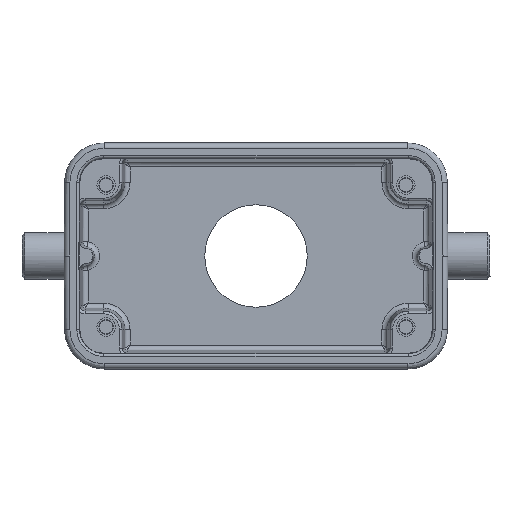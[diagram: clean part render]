
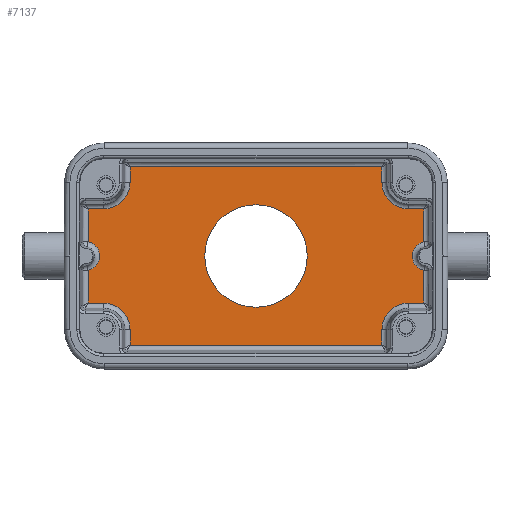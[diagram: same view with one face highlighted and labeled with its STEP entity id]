
A CAD part, front view. The second image highlights one B-rep face of the part: STEP entity #7137.
In plain terms, the highlighted planar face has unit normal (0, -1, 0).
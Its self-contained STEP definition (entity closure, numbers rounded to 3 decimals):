
#307=CARTESIAN_POINT('',(29.,19.35,-14.));
#308=DIRECTION('',(0.,1.,0.));
#309=DIRECTION('',(-1.,0.,0.));
#310=AXIS2_PLACEMENT_3D('',#307,#308,#309);
#312=CARTESIAN_POINT('',(-29.,19.35,-14.));
#313=DIRECTION('',(0.,1.,0.));
#314=DIRECTION('',(0.,0.,1.));
#315=AXIS2_PLACEMENT_3D('',#312,#313,#314);
#317=CARTESIAN_POINT('',(-31.947,19.35,2.714));
#318=CARTESIAN_POINT('',(-31.712,19.35,2.664));
#319=CARTESIAN_POINT('',(-31.271,19.35,2.519));
#320=CARTESIAN_POINT('',(-30.688,19.35,2.135));
#321=CARTESIAN_POINT('',(-30.216,19.35,1.622));
#322=CARTESIAN_POINT('',(-29.889,19.35,1.014));
#323=CARTESIAN_POINT('',(-29.721,19.35,0.345));
#324=CARTESIAN_POINT('',(-29.721,19.35,
-0.343));
#325=CARTESIAN_POINT('',(-29.889,19.35,-1.012));
#326=CARTESIAN_POINT('',(-30.217,19.35,-1.621));
#327=CARTESIAN_POINT('',(-30.684,19.35,-2.134));
#328=CARTESIAN_POINT('',(-31.272,19.35,-2.518));
#329=CARTESIAN_POINT('',(-31.712,19.35,-2.667));
#330=CARTESIAN_POINT('',(-31.947,19.35,-2.717));
#332=CARTESIAN_POINT('',(-29.,19.35,14.));
#333=DIRECTION('',(0.,1.,0.));
#334=DIRECTION('',(1.,0.,0.));
#335=AXIS2_PLACEMENT_3D('',#332,#333,#334);
#337=CARTESIAN_POINT('',(29.,19.35,14.));
#338=DIRECTION('',(0.,1.,0.));
#339=DIRECTION('',(0.,0.,-1.));
#340=AXIS2_PLACEMENT_3D('',#337,#338,#339);
#342=CARTESIAN_POINT('',(31.947,19.35,-2.714));
#343=CARTESIAN_POINT('',(31.712,19.35,-2.664));
#344=CARTESIAN_POINT('',(31.271,19.35,-2.519));
#345=CARTESIAN_POINT('',(30.688,19.35,-2.135));
#346=CARTESIAN_POINT('',(30.216,19.35,-1.622));
#347=CARTESIAN_POINT('',(29.889,19.35,-1.014));
#348=CARTESIAN_POINT('',(29.721,19.35,-0.345));
#349=CARTESIAN_POINT('',(29.721,19.35,0.343));
#350=CARTESIAN_POINT('',(29.889,19.35,1.012));
#351=CARTESIAN_POINT('',(30.217,19.35,1.621));
#352=CARTESIAN_POINT('',(30.684,19.35,2.134));
#353=CARTESIAN_POINT('',(31.272,19.35,2.518));
#354=CARTESIAN_POINT('',(31.712,19.35,2.667));
#355=CARTESIAN_POINT('',(31.947,19.35,2.717));
#357=CARTESIAN_POINT('',(0.,19.35,0.));
#358=DIRECTION('',(0.,1.,0.));
#359=DIRECTION('',(-1.,0.,0.));
#360=AXIS2_PLACEMENT_3D('',#357,#358,#359);
#362=CARTESIAN_POINT('',(0.,19.35,0.));
#363=DIRECTION('',(0.,1.,0.));
#364=DIRECTION('',(1.,0.,0.));
#365=AXIS2_PLACEMENT_3D('',#362,#363,#364);
#386=DIRECTION('',(-1.,0.,0.));
#387=VECTOR('',#386,2.946);
#388=CARTESIAN_POINT('',(31.947,19.35,-8.947));
#389=LINE('',#388,#387);
#583=CARTESIAN_POINT('',(31.947,19.35,2.717));
#608=DIRECTION('',(0.,0.,-1.));
#609=VECTOR('',#608,6.23);
#610=CARTESIAN_POINT('',(31.947,19.35,8.947));
#611=LINE('',#610,#609);
#618=CARTESIAN_POINT('',(31.947,19.35,8.947));
#624=DIRECTION('',(1.,0.,0.));
#625=VECTOR('',#624,2.946);
#626=CARTESIAN_POINT('',(29.,19.35,8.947));
#627=LINE('',#626,#625);
#660=DIRECTION('',(0.,0.,-1.));
#661=VECTOR('',#660,2.946);
#662=CARTESIAN_POINT('',(23.947,19.35,16.947));
#663=LINE('',#662,#661);
#4654=DIRECTION('',(1.,0.,0.));
#4655=VECTOR('',#4654,47.893);
#4656=CARTESIAN_POINT('',(-23.946,19.35,16.947));
#4657=LINE('',#4656,#4655);
#4664=CARTESIAN_POINT('',(-23.946,19.35,16.947));
#4666=DIRECTION('',(0.,0.,1.));
#4667=VECTOR('',#4666,2.946);
#4668=CARTESIAN_POINT('',(-23.947,19.35,14.));
#4669=LINE('',#4668,#4667);
#4702=DIRECTION('',(1.,0.,0.));
#4703=VECTOR('',#4702,2.946);
#4704=CARTESIAN_POINT('',(-31.947,19.35,8.947));
#4705=LINE('',#4704,#4703);
#4867=CARTESIAN_POINT('',(-31.947,19.35,8.947));
#4876=DIRECTION('',(0.,0.,1.));
#4877=VECTOR('',#4876,6.233);
#4878=CARTESIAN_POINT('',(-31.947,19.35,2.714));
#4879=LINE('',#4878,#4877);
#4905=CARTESIAN_POINT('',(-31.947,19.35,
-2.717));
#4925=DIRECTION('',(0.,0.,1.));
#4926=VECTOR('',#4925,6.23);
#4927=CARTESIAN_POINT('',(-31.947,19.35,
-8.947));
#4928=LINE('',#4927,#4926);
#4935=CARTESIAN_POINT('',(-31.947,19.35,
-8.947));
#4941=DIRECTION('',(-1.,0.,0.));
#4942=VECTOR('',#4941,2.946);
#4943=CARTESIAN_POINT('',(-29.,19.35,
-8.947));
#4944=LINE('',#4943,#4942);
#4977=DIRECTION('',(0.,0.,1.));
#4978=VECTOR('',#4977,2.947);
#4979=CARTESIAN_POINT('',(-23.947,19.35,
-16.947));
#4980=LINE('',#4979,#4978);
#5137=CARTESIAN_POINT('',(-23.947,19.35,
-16.947));
#5146=DIRECTION('',(-1.,0.,0.));
#5147=VECTOR('',#5146,47.893);
#5148=CARTESIAN_POINT('',(23.947,19.35,-16.947));
#5149=LINE('',#5148,#5147);
#5158=DIRECTION('',(0.,0.,-1.));
#5159=VECTOR('',#5158,2.946);
#5160=CARTESIAN_POINT('',(23.947,19.35,-14.));
#5161=LINE('',#5160,#5159);
#5166=CARTESIAN_POINT('',(23.947,19.35,-16.947));
#5409=DIRECTION('',(0.,0.,-1.));
#5410=VECTOR('',#5409,6.233);
#5411=CARTESIAN_POINT('',(31.947,19.35,-2.714));
#5412=LINE('',#5411,#5410);
#5508=CARTESIAN_POINT('',(31.947,19.35,-8.947));
#5509=CARTESIAN_POINT('',(29.,19.35,-8.947));
#5510=VERTEX_POINT('',#5508);
#5511=VERTEX_POINT('',#5509);
#5531=VERTEX_POINT('',#5166);
#5614=VERTEX_POINT('',#4935);
#5673=VERTEX_POINT('',#4664);
#5772=VERTEX_POINT('',#583);
#5855=CARTESIAN_POINT('',(-29.,19.35,8.947));
#5857=VERTEX_POINT('',#5855);
#5882=CARTESIAN_POINT('',(29.,19.35,8.947));
#5883=CARTESIAN_POINT('',(23.947,19.35,14.));
#5884=VERTEX_POINT('',#5882);
#5885=VERTEX_POINT('',#5883);
#5905=VERTEX_POINT('',#5137);
#5956=CARTESIAN_POINT('',(-23.947,19.35,-14.));
#5957=VERTEX_POINT('',#5956);
#6012=VERTEX_POINT('',#618);
#6015=VERTEX_POINT('',#4905);
#6042=CARTESIAN_POINT('',(23.947,19.35,16.947));
#6043=VERTEX_POINT('',#6042);
#6182=CARTESIAN_POINT('',(-29.,19.35,
-8.947));
#6183=VERTEX_POINT('',#6182);
#6228=VERTEX_POINT('',#4867);
#6442=CARTESIAN_POINT('',(23.947,19.35,-14.));
#6444=VERTEX_POINT('',#6442);
#6523=CARTESIAN_POINT('',(31.947,19.35,-2.717));
#6525=VERTEX_POINT('',#6523);
#6533=CARTESIAN_POINT('',(-23.947,19.35,14.));
#6534=VERTEX_POINT('',#6533);
#6590=VERTEX_POINT('',#317);
#6628=CARTESIAN_POINT('',(-9.75,19.35,0.));
#6629=CARTESIAN_POINT('',(9.75,19.35,0.));
#6630=VERTEX_POINT('',#6628);
#6631=VERTEX_POINT('',#6629);
#7086=CARTESIAN_POINT('',(0.,19.35,-21.5));
#7087=DIRECTION('',(0.,-1.,0.));
#7088=DIRECTION('',(0.,0.,-1.));
#7089=AXIS2_PLACEMENT_3D('',#7086,#7087,#7088);
#7090=PLANE('',#7089);
#7092=ORIENTED_EDGE('',*,*,#7091,.F.);
#7094=ORIENTED_EDGE('',*,*,#7093,.T.);
#7096=ORIENTED_EDGE('',*,*,#7095,.T.);
#7098=ORIENTED_EDGE('',*,*,#7097,.T.);
#7100=ORIENTED_EDGE('',*,*,#7099,.F.);
#7102=ORIENTED_EDGE('',*,*,#7101,.T.);
#7104=ORIENTED_EDGE('',*,*,#7103,.T.);
#7106=ORIENTED_EDGE('',*,*,#7105,.F.);
#7108=ORIENTED_EDGE('',*,*,#7107,.T.);
#7110=ORIENTED_EDGE('',*,*,#7109,.T.);
#7112=ORIENTED_EDGE('',*,*,#7111,.F.);
#7114=ORIENTED_EDGE('',*,*,#7113,.T.);
#7116=ORIENTED_EDGE('',*,*,#7115,.T.);
#7118=ORIENTED_EDGE('',*,*,#7117,.T.);
#7120=ORIENTED_EDGE('',*,*,#7119,.F.);
#7122=ORIENTED_EDGE('',*,*,#7121,.T.);
#7124=ORIENTED_EDGE('',*,*,#7123,.T.);
#7126=ORIENTED_EDGE('',*,*,#7125,.F.);
#7128=ORIENTED_EDGE('',*,*,#7127,.T.);
#7130=ORIENTED_EDGE('',*,*,#7129,.T.);
#7131=EDGE_LOOP('',(#7092,#7094,#7096,#7098,#7100,#7102,#7104,#7106,#7108,#7110,
#7112,#7114,#7116,#7118,#7120,#7122,#7124,#7126,#7128,#7130));
#7132=FACE_OUTER_BOUND('',#7131,.F.);
#7133=ORIENTED_EDGE('',*,*,#7066,.F.);
#7134=ORIENTED_EDGE('',*,*,#7080,.F.);
#7135=EDGE_LOOP('',(#7133,#7134));
#7136=FACE_BOUND('',#7135,.F.);
#7137=ADVANCED_FACE('',(#7132,#7136),#7090,.T.);
#311=CIRCLE('',#310,5.053);
#316=CIRCLE('',#315,5.053);
#331=B_SPLINE_CURVE_WITH_KNOTS('',3,(#317,#318,#319,#320,#321,#322,#323,#324,
#325,#326,#327,#328,#329,#330),.UNSPECIFIED.,.F.,.F.,(4,1,1,1,1,1,1,1,1,1,1,4),(
0.,0.091,0.182,0.273,0.364,
0.455,0.545,0.636,0.727,
0.818,0.909,1.),.UNSPECIFIED.);
#336=CIRCLE('',#335,5.053);
#341=CIRCLE('',#340,5.053);
#356=B_SPLINE_CURVE_WITH_KNOTS('',3,(#342,#343,#344,#345,#346,#347,#348,#349,
#350,#351,#352,#353,#354,#355),.UNSPECIFIED.,.F.,.F.,(4,1,1,1,1,1,1,1,1,1,1,4),(
0.,0.091,0.182,0.273,0.364,
0.455,0.545,0.636,0.727,
0.818,0.909,1.),.UNSPECIFIED.);
#361=CIRCLE('',#360,9.75);
#366=CIRCLE('',#365,9.75);
#7066=EDGE_CURVE('',#6630,#6631,#361,.T.);
#7080=EDGE_CURVE('',#6631,#6630,#366,.T.);
#7091=EDGE_CURVE('',#6444,#5511,#311,.T.);
#7093=EDGE_CURVE('',#6444,#5531,#5161,.T.);
#7095=EDGE_CURVE('',#5531,#5905,#5149,.T.);
#7097=EDGE_CURVE('',#5905,#5957,#4980,.T.);
#7099=EDGE_CURVE('',#6183,#5957,#316,.T.);
#7101=EDGE_CURVE('',#6183,#5614,#4944,.T.);
#7103=EDGE_CURVE('',#5614,#6015,#4928,.T.);
#7105=EDGE_CURVE('',#6590,#6015,#331,.T.);
#7107=EDGE_CURVE('',#6590,#6228,#4879,.T.);
#7109=EDGE_CURVE('',#6228,#5857,#4705,.T.);
#7111=EDGE_CURVE('',#6534,#5857,#336,.T.);
#7113=EDGE_CURVE('',#6534,#5673,#4669,.T.);
#7115=EDGE_CURVE('',#5673,#6043,#4657,.T.);
#7117=EDGE_CURVE('',#6043,#5885,#663,.T.);
#7119=EDGE_CURVE('',#5884,#5885,#341,.T.);
#7121=EDGE_CURVE('',#5884,#6012,#627,.T.);
#7123=EDGE_CURVE('',#6012,#5772,#611,.T.);
#7125=EDGE_CURVE('',#6525,#5772,#356,.T.);
#7127=EDGE_CURVE('',#6525,#5510,#5412,.T.);
#7129=EDGE_CURVE('',#5510,#5511,#389,.T.);
